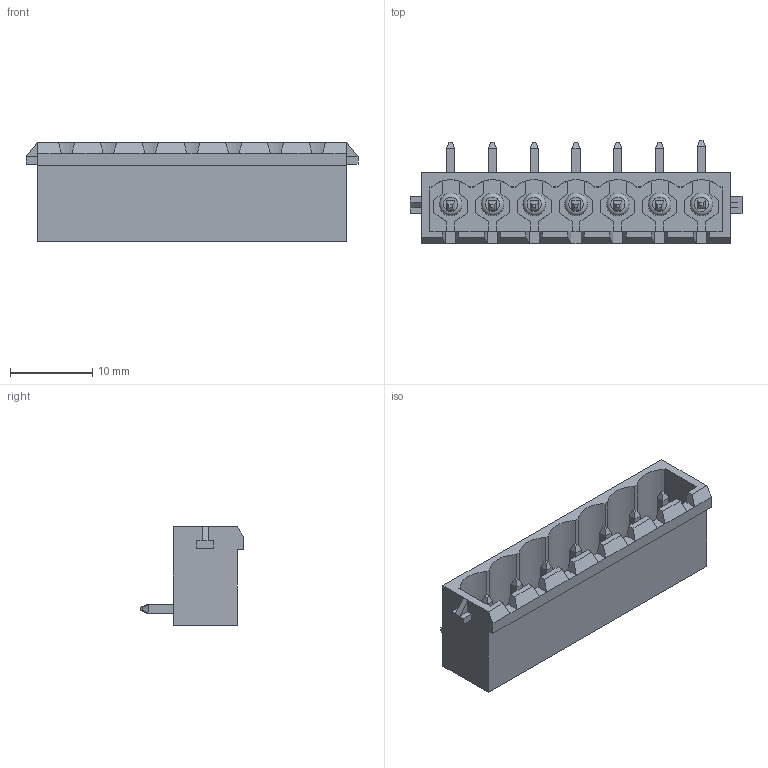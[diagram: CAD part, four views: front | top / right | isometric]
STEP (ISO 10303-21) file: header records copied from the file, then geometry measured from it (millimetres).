
FILE_DESCRIPTION(/* description */ ('Unknown'),/* implementation_level */ '2;1');
FILE_NAME(/* name */ '691305540007',/* time_stamp */ '2018-09-14T12:42:39+02:00',/* author */ ('Unknown'),/* organization */ ('Unknown'),/* preprocessor_version */ 'ST-DEVELOPER v16.7',/* originating_system */ 'DEX',/* authorisation */ $);
FILE_SCHEMA (('AUTOMOTIVE_DESIGN {1 0 10303 214 3 1 1}'));
Length unit declared in the file: millimetre
Products named in the file (3): 6913055400xx; 691305540007; 6913055400xx_PIN
Assembly tree (8 placements, depth 2):
  6913055400xx
    691305540007
    6913055400xx_PIN  x7
Bounding box: 40.36 x 12.6 x 12 mm (x, y, z)
Volume: 1483.9 mm3; surface area: 3598.8 mm2
Topology: 8 solids, 8 shells, 383 faces, 1023 edges, 656 vertices
Faces by surface type: plane 355, cylinder 21, torus 7
Full cylindrical faces by diameter (mm): 2.75 x7
Entity records: 8985 total; most frequent: CARTESIAN_POINT 1587, ORIENTED_EDGE 1560, DIRECTION 1411, EDGE_CURVE 780, LINE 729, VECTOR 729, VERTEX_POINT 517, AXIS2_PLACEMENT_3D 341
